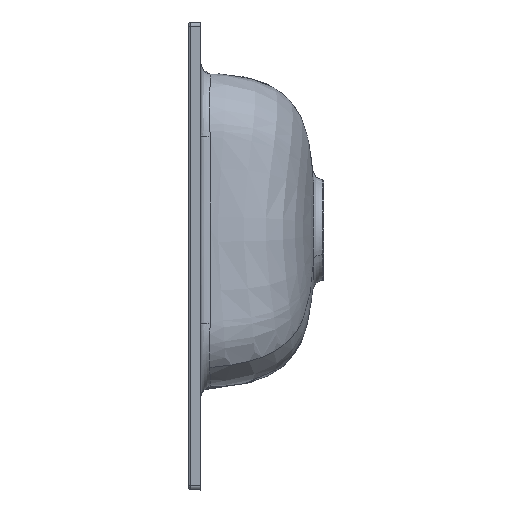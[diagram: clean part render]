
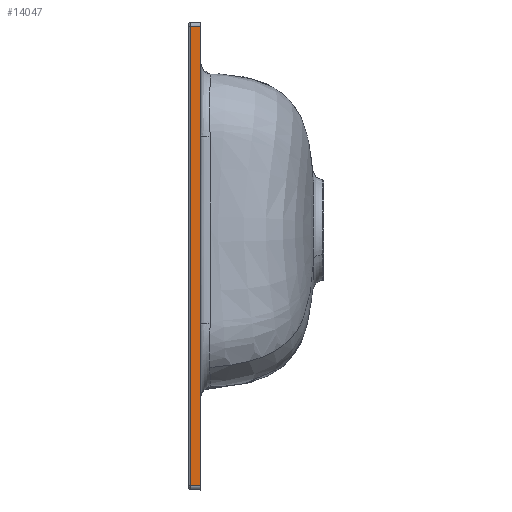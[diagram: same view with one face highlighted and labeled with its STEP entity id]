
A CAD part, left-side view. The second image highlights one B-rep face of the part: STEP entity #14047.
In plain terms, the highlighted planar face has unit normal (-0.999, 0.035, 0).
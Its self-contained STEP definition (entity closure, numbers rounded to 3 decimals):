
#603 = VECTOR ( 'NONE', #6248, 1000. ) ;
#982 = CARTESIAN_POINT ( 'NONE',  ( -450.067, -1.93, -221.036 ) ) ;
#1094 = LINE ( 'NONE', #4049, #5595 ) ;
#1916 = DIRECTION ( 'NONE',  ( -0.035, -0.999, -0.017 ) ) ;
#2476 = DIRECTION ( 'NONE',  ( 0.035, 0.999, -0.035 ) ) ;
#2607 = ORIENTED_EDGE ( 'NONE', *, *, #8965, .T. ) ;
#2850 = ORIENTED_EDGE ( 'NONE', *, *, #17265, .T. ) ;
#3563 = VERTEX_POINT ( 'NONE', #6882 ) ;
#4049 = CARTESIAN_POINT ( 'NONE',  ( -449.729, 7.773, -220.866 ) ) ;
#4235 = VERTEX_POINT ( 'NONE', #5521 ) ;
#5521 = CARTESIAN_POINT ( 'NONE',  ( -450.419, -12., -221.211 ) ) ;
#5595 = VECTOR ( 'NONE', #1916, 1000. ) ;
#6248 = DIRECTION ( 'NONE',  ( 0., 0., -1. ) ) ;
#6882 = CARTESIAN_POINT ( 'NONE',  ( -450.067, -1.93, 221.07 ) ) ;
#7184 = VECTOR ( 'NONE', #2476, 1000. ) ;
#8147 = EDGE_LOOP ( 'NONE', ( #2607, #9093, #2850, #27039 ) ) ;
#8965 = EDGE_CURVE ( 'NONE', #12574, #4235, #1094, .T. ) ;
#9093 = ORIENTED_EDGE ( 'NONE', *, *, #21101, .T. ) ;
#12574 = VERTEX_POINT ( 'NONE', #982 ) ;
#12986 = DIRECTION ( 'NONE',  ( -0.035, -0.999, 0. ) ) ;
#14047 = ADVANCED_FACE ( 'NONE', ( #14769 ), #19254, .T. ) ;
#14769 = FACE_OUTER_BOUND ( 'NONE', #8147, .T. ) ;
#16811 = LINE ( 'NONE', #28558, #603 ) ;
#17265 = EDGE_CURVE ( 'NONE', #26997, #3563, #17529, .T. ) ;
#17529 = LINE ( 'NONE', #24246, #7184 ) ;
#17540 = DIRECTION ( 'NONE',  ( 0., 0., 1. ) ) ;
#18399 = AXIS2_PLACEMENT_3D ( 'NONE', #21658, #19531, #12986 ) ;
#18507 = CARTESIAN_POINT ( 'NONE',  ( -450.419, -12., 221.421 ) ) ;
#19254 = PLANE ( 'NONE',  #18399 ) ;
#19531 = DIRECTION ( 'NONE',  ( -0.999, 0.035, 0. ) ) ;
#20163 = EDGE_CURVE ( 'NONE', #3563, #12574, #16811, .T. ) ;
#21101 = EDGE_CURVE ( 'NONE', #4235, #26997, #26426, .T. ) ;
#21643 = VECTOR ( 'NONE', #17540, 1000. ) ;
#21658 = CARTESIAN_POINT ( 'NONE',  ( -450., 0., 225. ) ) ;
#24246 = CARTESIAN_POINT ( 'NONE',  ( -450.005, -0.139, 221.007 ) ) ;
#26272 = CARTESIAN_POINT ( 'NONE',  ( -450.419, -12., 225. ) ) ;
#26426 = LINE ( 'NONE', #26272, #21643 ) ;
#26997 = VERTEX_POINT ( 'NONE', #18507 ) ;
#27039 = ORIENTED_EDGE ( 'NONE', *, *, #20163, .T. ) ;
#28558 = CARTESIAN_POINT ( 'NONE',  ( -450.067, -1.93, -221.002 ) ) ;
